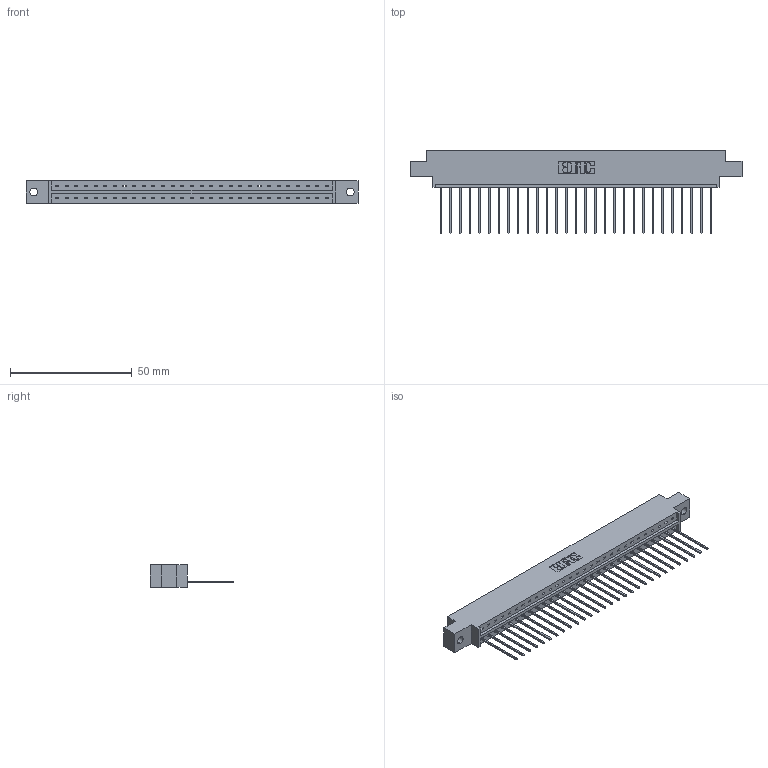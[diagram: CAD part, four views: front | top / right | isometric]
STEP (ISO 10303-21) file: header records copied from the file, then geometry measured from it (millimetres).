
FILE_DESCRIPTION (( 'STEP AP203' ), '1' );
FILE_NAME ('833-029-541-602.STEP', '2020-06-02T11:05:52', ( '' ), ( '' ), 'SwSTEP 2.0', 'SolidWorks 2020', '' );
FILE_SCHEMA (( 'CONFIG_CONTROL_DESIGN' ));
Length unit declared in the file: inch
Products named in the file (3): 833 Part_Offset - .128 Dia; 833-029-541-602; 345-292-001_345-293-141
Assembly tree (30 placements, depth 2):
  833-029-541-602
    833 Part_Offset - .128 Dia
    345-292-001_345-293-141  x29
Bounding box: 136.45 x 34.3 x 9.4 mm (x, y, z)
Volume: 13450 mm3; surface area: 14980.9 mm2
Topology: 30 solids, 30 shells, 1800 faces, 5427 edges, 3578 vertices
Faces by surface type: plane 1292, cylinder 508
Entity records: 19563 total; most frequent: CARTESIAN_POINT 3385, ORIENTED_EDGE 3350, DIRECTION 2881, EDGE_CURVE 1675, LINE 1547, VECTOR 1547, VERTEX_POINT 1114, AXIS2_PLACEMENT_3D 667
